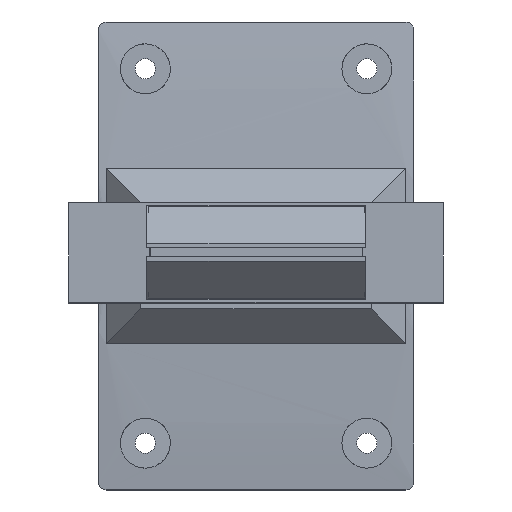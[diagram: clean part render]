
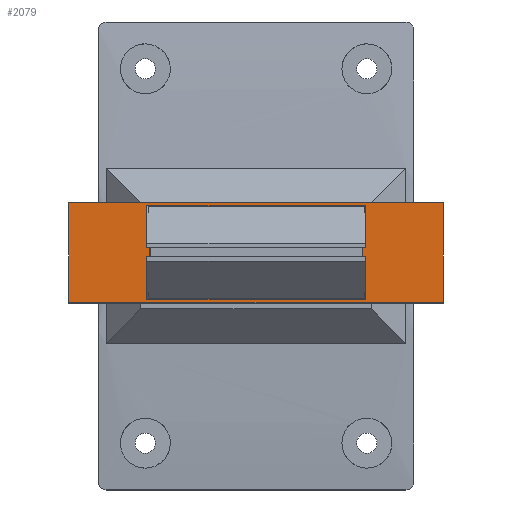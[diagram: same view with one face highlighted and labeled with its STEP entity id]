
A CAD part, top view. The second image highlights one B-rep face of the part: STEP entity #2079.
In plain terms, the highlighted planar face has unit normal (0, 0, 1).
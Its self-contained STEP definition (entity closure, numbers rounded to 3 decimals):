
#62=DIRECTION('',(1.,0.,0.));
#63=VECTOR('',#62,240.);
#64=CARTESIAN_POINT('',(-120.054,32.,1302.));
#65=LINE('',#64,#63);
#66=DIRECTION('',(0.,-1.,0.));
#67=VECTOR('',#66,64.);
#68=CARTESIAN_POINT('',(119.946,32.,1302.));
#69=LINE('',#68,#67);
#70=DIRECTION('',(-1.,0.,0.));
#71=VECTOR('',#70,240.);
#72=CARTESIAN_POINT('',(119.946,-32.,1302.));
#73=LINE('',#72,#71);
#74=DIRECTION('',(1.,0.,0.));
#75=VECTOR('',#74,1.8);
#76=CARTESIAN_POINT('',(-70.,3.,1302.));
#77=LINE('',#76,#75);
#78=DIRECTION('',(0.,1.,0.));
#79=VECTOR('',#78,6.);
#80=CARTESIAN_POINT('',(-68.2,-3.,1302.));
#81=LINE('',#80,#79);
#82=DIRECTION('',(1.,0.,0.));
#83=VECTOR('',#82,1.8);
#84=CARTESIAN_POINT('',(-70.,-3.,1302.));
#85=LINE('',#84,#83);
#86=DIRECTION('',(0.,-1.,0.));
#87=VECTOR('',#86,27.);
#88=CARTESIAN_POINT('',(-70.,-3.,1302.));
#89=LINE('',#88,#87);
#90=DIRECTION('',(-1.,0.,0.));
#91=VECTOR('',#90,140.);
#92=CARTESIAN_POINT('',(70.,-30.,1302.));
#93=LINE('',#92,#91);
#94=DIRECTION('',(0.,-1.,0.));
#95=VECTOR('',#94,27.);
#96=CARTESIAN_POINT('',(70.,-3.,1302.));
#97=LINE('',#96,#95);
#98=DIRECTION('',(1.,0.,0.));
#99=VECTOR('',#98,1.8);
#100=CARTESIAN_POINT('',(68.2,-3.,1302.));
#101=LINE('',#100,#99);
#102=DIRECTION('',(0.,1.,0.));
#103=VECTOR('',#102,6.);
#104=CARTESIAN_POINT('',(68.2,-3.,1302.));
#105=LINE('',#104,#103);
#106=DIRECTION('',(1.,0.,0.));
#107=VECTOR('',#106,1.8);
#108=CARTESIAN_POINT('',(68.2,3.,1302.));
#109=LINE('',#108,#107);
#110=DIRECTION('',(0.,-1.,0.));
#111=VECTOR('',#110,27.);
#112=CARTESIAN_POINT('',(70.,30.,1302.));
#113=LINE('',#112,#111);
#114=DIRECTION('',(1.,0.,0.));
#115=VECTOR('',#114,140.);
#116=CARTESIAN_POINT('',(-70.,30.,1302.));
#117=LINE('',#116,#115);
#118=DIRECTION('',(0.,-1.,0.));
#119=VECTOR('',#118,27.);
#120=CARTESIAN_POINT('',(-70.,30.,1302.));
#121=LINE('',#120,#119);
#130=DIRECTION('',(0.,-1.,0.));
#131=VECTOR('',#130,64.);
#132=CARTESIAN_POINT('',(-120.054,32.,1302.));
#133=LINE('',#132,#131);
#1613=CARTESIAN_POINT('',(-120.054,-32.,1302.));
#1614=VERTEX_POINT('',#1613);
#1615=CARTESIAN_POINT('',(119.946,-32.,1302.));
#1616=VERTEX_POINT('',#1615);
#1629=CARTESIAN_POINT('',(119.946,32.,1302.));
#1630=VERTEX_POINT('',#1629);
#1631=CARTESIAN_POINT('',(-120.054,32.,1302.));
#1632=VERTEX_POINT('',#1631);
#1761=CARTESIAN_POINT('',(-70.,3.,1302.));
#1762=CARTESIAN_POINT('',(-68.2,3.,1302.));
#1763=VERTEX_POINT('',#1761);
#1764=VERTEX_POINT('',#1762);
#1765=CARTESIAN_POINT('',(70.,-30.,1302.));
#1766=CARTESIAN_POINT('',(-70.,-30.,1302.));
#1767=VERTEX_POINT('',#1765);
#1768=VERTEX_POINT('',#1766);
#1769=CARTESIAN_POINT('',(68.2,-3.,1302.));
#1770=CARTESIAN_POINT('',(70.,-3.,1302.));
#1771=VERTEX_POINT('',#1769);
#1772=VERTEX_POINT('',#1770);
#1773=CARTESIAN_POINT('',(68.2,3.,1302.));
#1774=VERTEX_POINT('',#1773);
#1775=CARTESIAN_POINT('',(70.,3.,1302.));
#1776=VERTEX_POINT('',#1775);
#1777=CARTESIAN_POINT('',(70.,30.,1302.));
#1778=VERTEX_POINT('',#1777);
#1779=CARTESIAN_POINT('',(-70.,30.,1302.));
#1780=VERTEX_POINT('',#1779);
#1781=CARTESIAN_POINT('',(-68.2,-3.,1302.));
#1782=VERTEX_POINT('',#1781);
#1783=CARTESIAN_POINT('',(-70.,-3.,1302.));
#1784=VERTEX_POINT('',#1783);
#2039=CARTESIAN_POINT('',(-0.054,-32.,1302.));
#2040=DIRECTION('',(0.,0.,1.));
#2041=DIRECTION('',(1.,0.,0.));
#2042=AXIS2_PLACEMENT_3D('',#2039,#2040,#2041);
#2043=PLANE('',#2042);
#2045=ORIENTED_EDGE('',*,*,#2044,.F.);
#2047=ORIENTED_EDGE('',*,*,#2046,.T.);
#2048=ORIENTED_EDGE('',*,*,#2029,.T.);
#2050=ORIENTED_EDGE('',*,*,#2049,.T.);
#2051=EDGE_LOOP('',(#2045,#2047,#2048,#2050));
#2052=FACE_OUTER_BOUND('',#2051,.F.);
#2054=ORIENTED_EDGE('',*,*,#2053,.T.);
#2056=ORIENTED_EDGE('',*,*,#2055,.F.);
#2058=ORIENTED_EDGE('',*,*,#2057,.F.);
#2060=ORIENTED_EDGE('',*,*,#2059,.T.);
#2062=ORIENTED_EDGE('',*,*,#2061,.F.);
#2064=ORIENTED_EDGE('',*,*,#2063,.F.);
#2066=ORIENTED_EDGE('',*,*,#2065,.F.);
#2068=ORIENTED_EDGE('',*,*,#2067,.T.);
#2070=ORIENTED_EDGE('',*,*,#2069,.T.);
#2072=ORIENTED_EDGE('',*,*,#2071,.F.);
#2074=ORIENTED_EDGE('',*,*,#2073,.F.);
#2076=ORIENTED_EDGE('',*,*,#2075,.T.);
#2077=EDGE_LOOP('',(#2054,#2056,#2058,#2060,#2062,#2064,#2066,#2068,#2070,#2072,
#2074,#2076));
#2078=FACE_BOUND('',#2077,.F.);
#2079=ADVANCED_FACE('',(#2052,#2078),#2043,.T.);
#2029=EDGE_CURVE('',#1630,#1616,#69,.T.);
#2044=EDGE_CURVE('',#1632,#1614,#133,.T.);
#2046=EDGE_CURVE('',#1632,#1630,#65,.T.);
#2049=EDGE_CURVE('',#1616,#1614,#73,.T.);
#2053=EDGE_CURVE('',#1763,#1764,#77,.T.);
#2055=EDGE_CURVE('',#1782,#1764,#81,.T.);
#2057=EDGE_CURVE('',#1784,#1782,#85,.T.);
#2059=EDGE_CURVE('',#1784,#1768,#89,.T.);
#2061=EDGE_CURVE('',#1767,#1768,#93,.T.);
#2063=EDGE_CURVE('',#1772,#1767,#97,.T.);
#2065=EDGE_CURVE('',#1771,#1772,#101,.T.);
#2067=EDGE_CURVE('',#1771,#1774,#105,.T.);
#2069=EDGE_CURVE('',#1774,#1776,#109,.T.);
#2071=EDGE_CURVE('',#1778,#1776,#113,.T.);
#2073=EDGE_CURVE('',#1780,#1778,#117,.T.);
#2075=EDGE_CURVE('',#1780,#1763,#121,.T.);
